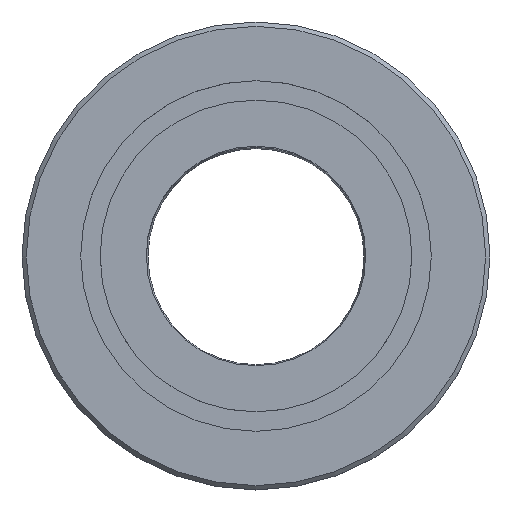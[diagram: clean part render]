
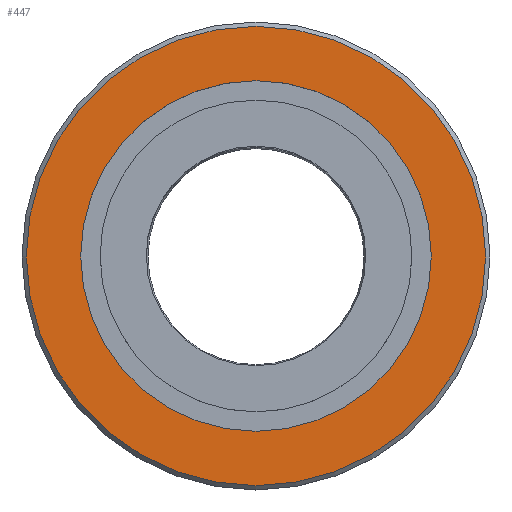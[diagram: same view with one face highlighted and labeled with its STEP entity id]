
A CAD part, top view. The second image highlights one B-rep face of the part: STEP entity #447.
In plain terms, the highlighted planar face has unit normal (0, 0, 1).
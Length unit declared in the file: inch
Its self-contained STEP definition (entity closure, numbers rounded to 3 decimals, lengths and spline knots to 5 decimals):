
#26=PLANE('',#525);
#66=FACE_BOUND('',#159,.T.);
#104=FACE_OUTER_BOUND('',#158,.T.);
#158=EDGE_LOOP('',(#345));
#159=EDGE_LOOP('',(#346));
#217=CIRCLE('',#523,1.0625);
#219=CIRCLE('',#526,0.811);
#254=VERTEX_POINT('',#766);
#256=VERTEX_POINT('',#771);
#291=EDGE_CURVE('',#254,#254,#217,.T.);
#293=EDGE_CURVE('',#256,#256,#219,.T.);
#345=ORIENTED_EDGE('',*,*,#291,.F.);
#346=ORIENTED_EDGE('',*,*,#293,.T.);
#447=ADVANCED_FACE('',(#104,#66),#26,.F.);
#523=AXIS2_PLACEMENT_3D('',#767,#631,#632);
#525=AXIS2_PLACEMENT_3D('',#770,#635,#636);
#526=AXIS2_PLACEMENT_3D('',#772,#637,#638);
#631=DIRECTION('center_axis',(0.,0.,-1.));
#632=DIRECTION('ref_axis',(-1.,0.,0.));
#635=DIRECTION('center_axis',(0.,0.,-1.));
#636=DIRECTION('ref_axis',(-1.,0.,0.));
#637=DIRECTION('center_axis',(0.,0.,-1.));
#638=DIRECTION('ref_axis',(-1.,0.,0.));
#766=CARTESIAN_POINT('',(1.0625,0.,0.));
#767=CARTESIAN_POINT('Origin',(0.,0.,0.));
#770=CARTESIAN_POINT('Origin',(0.,0.,0.));
#771=CARTESIAN_POINT('',(0.811,0.,0.));
#772=CARTESIAN_POINT('Origin',(0.,0.,0.));
